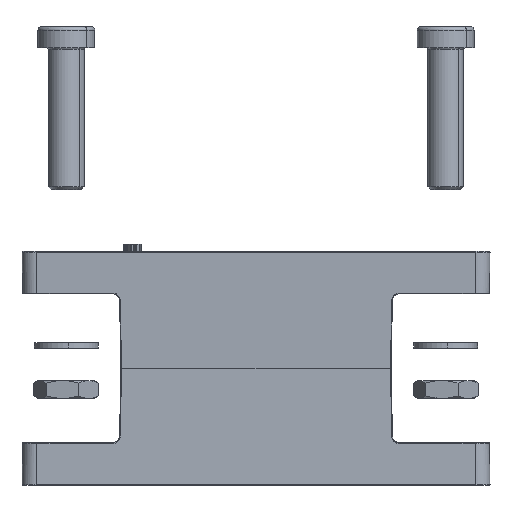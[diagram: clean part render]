
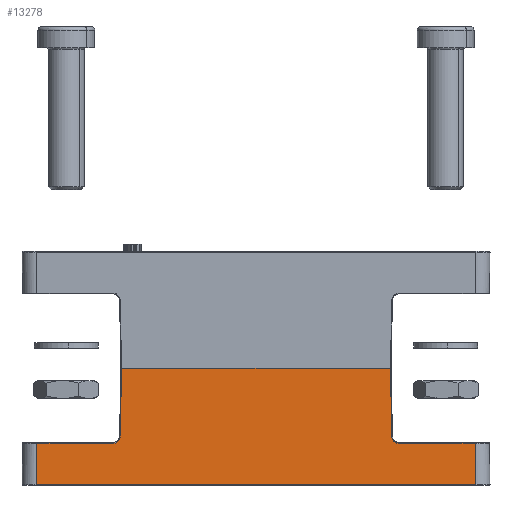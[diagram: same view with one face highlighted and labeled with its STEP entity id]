
A CAD part, front view. The second image highlights one B-rep face of the part: STEP entity #13278.
In plain terms, the highlighted planar face has unit normal (0, -1, 0.018).
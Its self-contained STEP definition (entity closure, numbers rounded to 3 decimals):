
#9751 = VERTEX_POINT ( 'NONE', #17055 ) ;
#9771 = VERTEX_POINT ( 'NONE', #17082 ) ;
#13136 = ORIENTED_EDGE ( 'NONE', *, *, #13137, .T. ) ;
#13137 = EDGE_CURVE ( 'NONE', #13215, #13308, #16038, .T. ) ;
#13203 = EDGE_CURVE ( 'NONE', #9771, #13204, #16263, .T. ) ;
#13204 = VERTEX_POINT ( 'NONE', #16254 ) ;
#13210 = ORIENTED_EDGE ( 'NONE', *, *, #13211, .T. ) ;
#13211 = EDGE_CURVE ( 'NONE', #13273, #13212, #16240, .T. ) ;
#13212 = VERTEX_POINT ( 'NONE', #16337 ) ;
#13213 = ORIENTED_EDGE ( 'NONE', *, *, #13214, .T. ) ;
#13214 = EDGE_CURVE ( 'NONE', #13212, #13215, #16328, .T. ) ;
#13215 = VERTEX_POINT ( 'NONE', #16334 ) ;
#13216 = ORIENTED_EDGE ( 'NONE', *, *, #13217, .T. ) ;
#13217 = EDGE_CURVE ( 'NONE', #13308, #13309, #16333, .T. ) ;
#13218 = ORIENTED_EDGE ( 'NONE', *, *, #13219, .T. ) ;
#13219 = EDGE_CURVE ( 'NONE', #13309, #9751, #16305, .T. ) ;
#13222 = ORIENTED_EDGE ( 'NONE', *, *, #13223, .T. ) ;
#13223 = EDGE_CURVE ( 'NONE', #13204, #13224, #16294, .T. ) ;
#13224 = VERTEX_POINT ( 'NONE', #16293 ) ;
#13225 = ORIENTED_EDGE ( 'NONE', *, *, #13226, .T. ) ;
#13226 = EDGE_CURVE ( 'NONE', #13224, #13274, #16384, .T. ) ;
#13273 = VERTEX_POINT ( 'NONE', #17244 ) ;
#13274 = VERTEX_POINT ( 'NONE', #17243 ) ;
#13278 = ADVANCED_FACE ( 'NONE', ( #17237 ), #17236, .T. ) ;
#13279 = EDGE_LOOP ( 'NONE', ( #13280, #13210, #13213, #13136, #13216, #13218, #13310, #13312, #13222, #13225 ) ) ;
#13280 = ORIENTED_EDGE ( 'NONE', *, *, #13281, .F. ) ;
#13281 = EDGE_CURVE ( 'NONE', #13273, #13274, #17279, .T. ) ;
#13308 = VERTEX_POINT ( 'NONE', #17358 ) ;
#13309 = VERTEX_POINT ( 'NONE', #17355 ) ;
#13310 = ORIENTED_EDGE ( 'NONE', *, *, #13311, .T. ) ;
#13311 = EDGE_CURVE ( 'NONE', #9751, #9771, #17354, .T. ) ;
#13312 = ORIENTED_EDGE ( 'NONE', *, *, #13203, .T. ) ;
#16032 = DIRECTION ( 'NONE',  ( -1., 0., 0. ) ) ;
#16033 = VECTOR ( 'NONE', #16032, 1000. ) ;
#16034 = CARTESIAN_POINT ( 'NONE',  ( -61.791, -62.294, 11.803 ) ) ;
#16038 = LINE ( 'NONE', #16034, #16033 ) ;
#16240 = LINE ( 'NONE', #16250, #16340 ) ;
#16250 = CARTESIAN_POINT ( 'NONE',  ( -38.518, -62.508, -0.48 ) ) ;
#16254 = CARTESIAN_POINT ( 'NONE',  ( 40.465, -62.294, 11.803 ) ) ;
#16257 = DIRECTION ( 'NONE',  ( -1., 0., 0. ) ) ;
#16259 = VECTOR ( 'NONE', #16257, 1000. ) ;
#16261 = CARTESIAN_POINT ( 'NONE',  ( 40.465, -62.294, 11.803 ) ) ;
#16263 = LINE ( 'NONE', #16261, #16259 ) ;
#16293 = CARTESIAN_POINT ( 'NONE',  ( 38.266, -62.256, 13.965 ) ) ;
#16294 =( BOUNDED_CURVE ( )  B_SPLINE_CURVE ( 3, ( #16395, #16393, #16391, #16389 ),
 .UNSPECIFIED., .F., .T. ) 
 B_SPLINE_CURVE_WITH_KNOTS ( ( 4, 4 ),
 ( 0., 1.553 ),
 .UNSPECIFIED. ) 
 CURVE ( )  GEOMETRIC_REPRESENTATION_ITEM ( )  RATIONAL_B_SPLINE_CURVE ( ( 1., 0.809, 0.809, 1. ) ) 
 REPRESENTATION_ITEM ( '' )  );
#16299 = DIRECTION ( 'NONE',  ( 1., 0., 0. ) ) ;
#16301 = VECTOR ( 'NONE', #16299, 1000. ) ;
#16304 = CARTESIAN_POINT ( 'NONE',  ( -66., -62.496, 0.203 ) ) ;
#16305 = LINE ( 'NONE', #16304, #16301 ) ;
#16306 = DIRECTION ( 'NONE',  ( -0.017, -0.017, -1. ) ) ;
#16308 = VECTOR ( 'NONE', #16306, 1000. ) ;
#16311 = CARTESIAN_POINT ( 'NONE',  ( -62.002, -62.501, -0.07 ) ) ;
#16315 = CARTESIAN_POINT ( 'NONE',  ( -40.465, -62.294, 11.803 ) ) ;
#16317 = CARTESIAN_POINT ( 'NONE',  ( -39.194, -62.294, 11.803 ) ) ;
#16319 = CARTESIAN_POINT ( 'NONE',  ( -38.288, -62.278, 12.694 ) ) ;
#16322 = CARTESIAN_POINT ( 'NONE',  ( -38.266, -62.256, 13.965 ) ) ;
#16328 =( BOUNDED_CURVE ( )  B_SPLINE_CURVE ( 3, ( #16322, #16319, #16317, #16315 ),
 .UNSPECIFIED., .F., .T. ) 
 B_SPLINE_CURVE_WITH_KNOTS ( ( 4, 4 ),
 ( 1.588, 3.142 ),
 .UNSPECIFIED. ) 
 CURVE ( )  GEOMETRIC_REPRESENTATION_ITEM ( )  RATIONAL_B_SPLINE_CURVE ( ( 1., 0.809, 0.809, 1. ) ) 
 REPRESENTATION_ITEM ( '' )  );
#16333 = LINE ( 'NONE', #16311, #16308 ) ;
#16334 = CARTESIAN_POINT ( 'NONE',  ( -40.465, -62.294, 11.803 ) ) ;
#16337 = CARTESIAN_POINT ( 'NONE',  ( -38.266, -62.256, 13.965 ) ) ;
#16338 = DIRECTION ( 'NONE',  ( -0.017, -0.017, -1. ) ) ;
#16340 = VECTOR ( 'NONE', #16338, 1000. ) ;
#16381 = DIRECTION ( 'NONE',  ( -0.017, 0.017, 1. ) ) ;
#16382 = VECTOR ( 'NONE', #16381, 1000. ) ;
#16383 = CARTESIAN_POINT ( 'NONE',  ( 38.478, -62.468, 1.823 ) ) ;
#16384 = LINE ( 'NONE', #16383, #16382 ) ;
#16389 = CARTESIAN_POINT ( 'NONE',  ( 38.266, -62.256, 13.965 ) ) ;
#16391 = CARTESIAN_POINT ( 'NONE',  ( 38.288, -62.278, 12.694 ) ) ;
#16393 = CARTESIAN_POINT ( 'NONE',  ( 39.194, -62.294, 11.803 ) ) ;
#16395 = CARTESIAN_POINT ( 'NONE',  ( 40.465, -62.294, 11.803 ) ) ;
#17055 = CARTESIAN_POINT ( 'NONE',  ( 61.997, -62.496, 0.203 ) ) ;
#17082 = CARTESIAN_POINT ( 'NONE',  ( 61.795, -62.294, 11.803 ) ) ;
#17235 = CARTESIAN_POINT ( 'NONE',  ( -66., -62.5, 0. ) ) ;
#17236 = PLANE ( 'NONE',  #17282 ) ;
#17237 = FACE_OUTER_BOUND ( 'NONE', #13279, .T. ) ;
#17243 = CARTESIAN_POINT ( 'NONE',  ( 37.933, -61.924, 33. ) ) ;
#17244 = CARTESIAN_POINT ( 'NONE',  ( -37.933, -61.924, 33. ) ) ;
#17276 = DIRECTION ( 'NONE',  ( 1., 0., 0. ) ) ;
#17277 = VECTOR ( 'NONE', #17276, 1000. ) ;
#17278 = CARTESIAN_POINT ( 'NONE',  ( -38.5, -61.924, 33. ) ) ;
#17279 = LINE ( 'NONE', #17278, #17277 ) ;
#17280 = DIRECTION ( 'NONE',  ( 0., -0.017, -1. ) ) ;
#17281 = DIRECTION ( 'NONE',  ( 0., -1., 0.017 ) ) ;
#17282 = AXIS2_PLACEMENT_3D ( 'NONE', #17235, #17281, #17280 ) ;
#17351 = DIRECTION ( 'NONE',  ( -0.017, 0.017, 1. ) ) ;
#17352 = VECTOR ( 'NONE', #17351, 1000. ) ;
#17353 = CARTESIAN_POINT ( 'NONE',  ( 61.962, -62.461, 2.233 ) ) ;
#17354 = LINE ( 'NONE', #17353, #17352 ) ;
#17355 = CARTESIAN_POINT ( 'NONE',  ( -61.997, -62.496, 0.203 ) ) ;
#17358 = CARTESIAN_POINT ( 'NONE',  ( -61.795, -62.294, 11.803 ) ) ;
